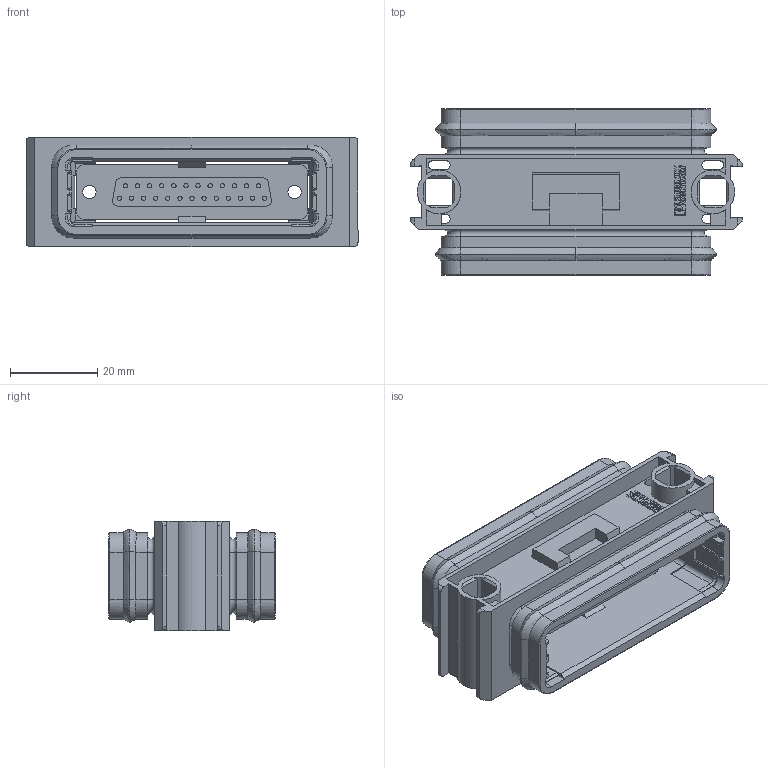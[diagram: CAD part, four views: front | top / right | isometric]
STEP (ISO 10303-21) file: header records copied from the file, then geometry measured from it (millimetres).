
FILE_DESCRIPTION(('Creo Elements/Direct Modeling STEP Export'),'2;1');
FILE_NAME('model.stp','2019-04-17T15:23:00',(''),(''),'Creo Elements/Direct Modeling STEP processor for AP214 (Solid Model)','Creo Elements/Direct Modeling 20.1A 29-Sep-2018 (C) Parametric Technology GmbH','');
FILE_SCHEMA(('AUTOMOTIVE_DESIGN { 1 0 10303 214 1 1 1 1 }'));
Length unit declared in the file: millimetre
Products named in the file (2): VS-25-KU-BU-BU
Assembly tree (1 placements, depth 2):
  VS-25-KU-BU-BU
    VS-25-KU-BU-BU
Bounding box: 76 x 38.1 x 25 mm (x, y, z)
Volume: 22952.6 mm3; surface area: 23121.4 mm2
Topology: 1 solids, 1 shells, 1014 faces, 2673 edges, 1755 vertices
Faces by surface type: plane 644, cylinder 240, extrusion 66, bspline 40, torus 16, cone 8
Entity records: 272316 total; most frequent: CARTESIAN_POINT 240078, ORIENTED_EDGE 5346, DIRECTION 4355, EDGE_CURVE 2673, VECTOR 1911, LINE 1845, VERTEX_POINT 1755, AXIS2_PLACEMENT_3D 1222
